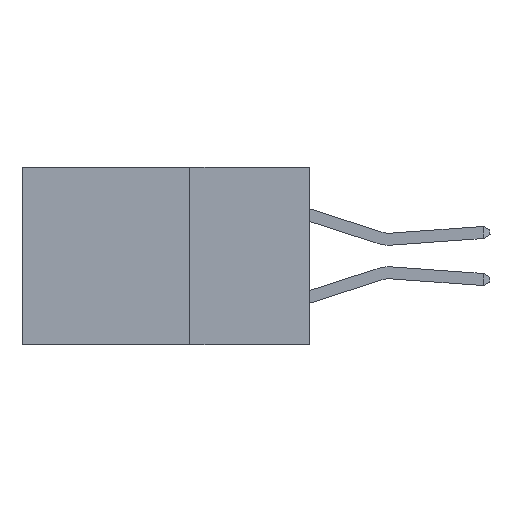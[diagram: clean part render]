
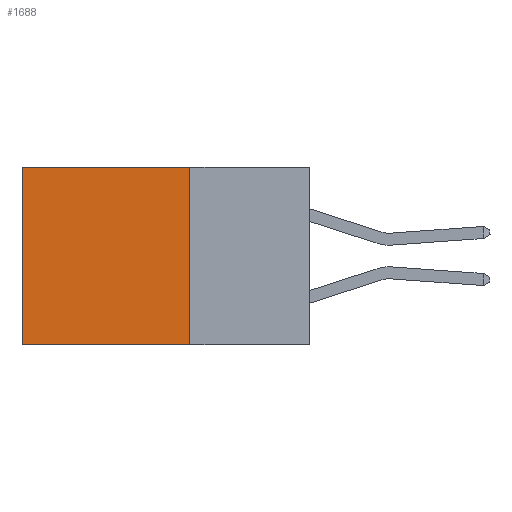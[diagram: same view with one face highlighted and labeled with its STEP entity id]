
A CAD part, left-side view. The second image highlights one B-rep face of the part: STEP entity #1688.
In plain terms, the highlighted planar face has unit normal (-1, 0, 0).
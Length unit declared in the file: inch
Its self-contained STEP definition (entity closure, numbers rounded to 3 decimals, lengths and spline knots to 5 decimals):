
#42 = CARTESIAN_POINT ( 'NONE',  ( 0.2615, 0.25, -0.37 ) ) ;
#43 = VECTOR ( 'NONE', #6746, 39.37008 ) ;
#58 = EDGE_CURVE ( 'NONE', #330, #3757, #7574, .T. ) ;
#330 = VERTEX_POINT ( 'NONE', #42 ) ;
#561 = VECTOR ( 'NONE', #8422, 39.37008 ) ;
#885 = LINE ( 'NONE', #3082, #43 ) ;
#1484 = VERTEX_POINT ( 'NONE', #5020 ) ;
#1567 = EDGE_CURVE ( 'NONE', #1484, #330, #3914, .T. ) ;
#1688 = ADVANCED_FACE ( 'NONE', ( #6590 ), #8048, .F. ) ;
#2268 = CARTESIAN_POINT ( 'NONE',  ( 0.2615, 0.25, -0.37 ) ) ;
#2395 = EDGE_LOOP ( 'NONE', ( #5541, #7497, #2966, #4776 ) ) ;
#2966 = ORIENTED_EDGE ( 'NONE', *, *, #1567, .F. ) ;
#3082 = CARTESIAN_POINT ( 'NONE',  ( 0.2615, 0.25, 0. ) ) ;
#3336 = CARTESIAN_POINT ( 'NONE',  ( 0.2615, 0.6, 0. ) ) ;
#3757 = VERTEX_POINT ( 'NONE', #9480 ) ;
#3761 = EDGE_CURVE ( 'NONE', #1484, #5465, #885, .T. ) ;
#3802 = VECTOR ( 'NONE', #7340, 39.37008 ) ;
#3914 = LINE ( 'NONE', #7936, #7674 ) ;
#4456 = DIRECTION ( 'NONE',  ( 0., 0., -1. ) ) ;
#4570 = CARTESIAN_POINT ( 'NONE',  ( 0.2615, 0.25, -0.37 ) ) ;
#4776 = ORIENTED_EDGE ( 'NONE', *, *, #3761, .T. ) ;
#5020 = CARTESIAN_POINT ( 'NONE',  ( 0.2615, 0.25, 0. ) ) ;
#5283 = DIRECTION ( 'NONE',  ( 0., 0., -1. ) ) ;
#5465 = VERTEX_POINT ( 'NONE', #3336 ) ;
#5537 = EDGE_CURVE ( 'NONE', #5465, #3757, #6832, .T. ) ;
#5541 = ORIENTED_EDGE ( 'NONE', *, *, #5537, .T. ) ;
#6590 = FACE_OUTER_BOUND ( 'NONE', #2395, .T. ) ;
#6746 = DIRECTION ( 'NONE',  ( 0., 1., 0. ) ) ;
#6832 = LINE ( 'NONE', #7731, #561 ) ;
#7118 = AXIS2_PLACEMENT_3D ( 'NONE', #4570, #9418, #5283 ) ;
#7340 = DIRECTION ( 'NONE',  ( 0., 1., 0. ) ) ;
#7497 = ORIENTED_EDGE ( 'NONE', *, *, #58, .F. ) ;
#7574 = LINE ( 'NONE', #2268, #3802 ) ;
#7674 = VECTOR ( 'NONE', #4456, 39.37008 ) ;
#7731 = CARTESIAN_POINT ( 'NONE',  ( 0.2615, 0.6, -0.37 ) ) ;
#7936 = CARTESIAN_POINT ( 'NONE',  ( 0.2615, 0.25, -0.37 ) ) ;
#8048 = PLANE ( 'NONE',  #7118 ) ;
#8422 = DIRECTION ( 'NONE',  ( 0., 0., -1. ) ) ;
#9418 = DIRECTION ( 'NONE',  ( 1., 0., 0. ) ) ;
#9480 = CARTESIAN_POINT ( 'NONE',  ( 0.2615, 0.6, -0.37 ) ) ;
